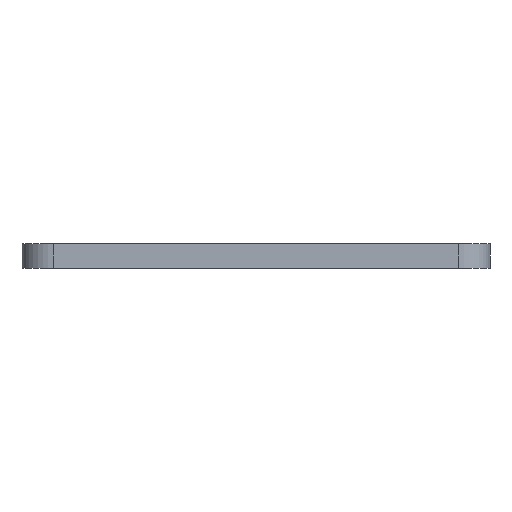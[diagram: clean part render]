
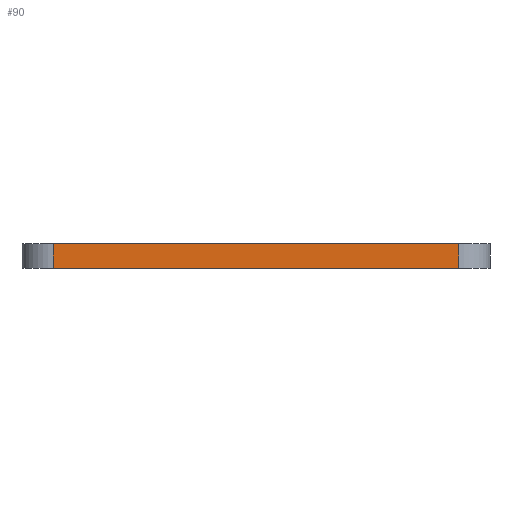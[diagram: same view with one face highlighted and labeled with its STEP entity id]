
A CAD part, front view. The second image highlights one B-rep face of the part: STEP entity #90.
In plain terms, the highlighted planar face has unit normal (0, -1, 0).
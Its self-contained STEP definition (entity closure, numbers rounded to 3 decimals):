
#7 = VECTOR ( 'NONE', #811, 1000. ) ;
#12 = LINE ( 'NONE', #226, #648 ) ;
#81 = EDGE_LOOP ( 'NONE', ( #784, #424, #224, #461 ) ) ;
#90 = ADVANCED_FACE ( 'NONE', ( #295 ), #154, .T. ) ;
#120 = CARTESIAN_POINT ( 'NONE',  ( 65., -110., -8. ) ) ;
#132 = EDGE_CURVE ( 'NONE', #372, #200, #509, .T. ) ;
#149 = VECTOR ( 'NONE', #484, 1000. ) ;
#153 = LINE ( 'NONE', #725, #7 ) ;
#154 = PLANE ( 'NONE',  #752 ) ;
#200 = VERTEX_POINT ( 'NONE', #894 ) ;
#224 = ORIENTED_EDGE ( 'NONE', *, *, #132, .T. ) ;
#226 = CARTESIAN_POINT ( 'NONE',  ( -65., -110., -8. ) ) ;
#229 = DIRECTION ( 'NONE',  ( 1., 0., 0. ) ) ;
#231 = CARTESIAN_POINT ( 'NONE',  ( 65., -110., 0. ) ) ;
#295 = FACE_OUTER_BOUND ( 'NONE', #81, .T. ) ;
#315 = DIRECTION ( 'NONE',  ( 0., 0., 1. ) ) ;
#371 = CARTESIAN_POINT ( 'NONE',  ( -65., -110., -8. ) ) ;
#372 = VERTEX_POINT ( 'NONE', #638 ) ;
#389 = EDGE_CURVE ( 'NONE', #200, #625, #866, .T. ) ;
#424 = ORIENTED_EDGE ( 'NONE', *, *, #483, .F. ) ;
#461 = ORIENTED_EDGE ( 'NONE', *, *, #389, .T. ) ;
#472 = EDGE_CURVE ( 'NONE', #791, #625, #153, .T. ) ;
#483 = EDGE_CURVE ( 'NONE', #372, #791, #12, .T. ) ;
#484 = DIRECTION ( 'NONE',  ( 0., 0., 1. ) ) ;
#488 = CARTESIAN_POINT ( 'NONE',  ( -65., -110., 0. ) ) ;
#509 = LINE ( 'NONE', #371, #880 ) ;
#514 = CARTESIAN_POINT ( 'NONE',  ( -65., -110., -8. ) ) ;
#577 = DIRECTION ( 'NONE',  ( 1., 0., 0. ) ) ;
#593 = DIRECTION ( 'NONE',  ( 0., -1., 0. ) ) ;
#625 = VERTEX_POINT ( 'NONE', #231 ) ;
#638 = CARTESIAN_POINT ( 'NONE',  ( -65., -110., -8. ) ) ;
#648 = VECTOR ( 'NONE', #315, 1000. ) ;
#725 = CARTESIAN_POINT ( 'NONE',  ( -65., -110., 0. ) ) ;
#752 = AXIS2_PLACEMENT_3D ( 'NONE', #514, #593, #229 ) ;
#784 = ORIENTED_EDGE ( 'NONE', *, *, #472, .F. ) ;
#791 = VERTEX_POINT ( 'NONE', #488 ) ;
#811 = DIRECTION ( 'NONE',  ( 1., 0., 0. ) ) ;
#866 = LINE ( 'NONE', #120, #149 ) ;
#880 = VECTOR ( 'NONE', #577, 1000. ) ;
#894 = CARTESIAN_POINT ( 'NONE',  ( 65., -110., -8. ) ) ;
